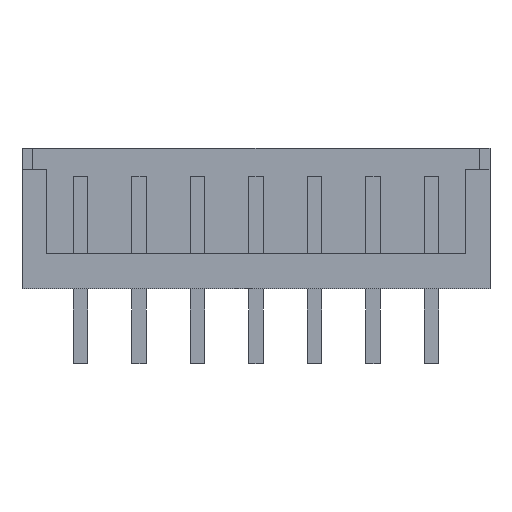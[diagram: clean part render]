
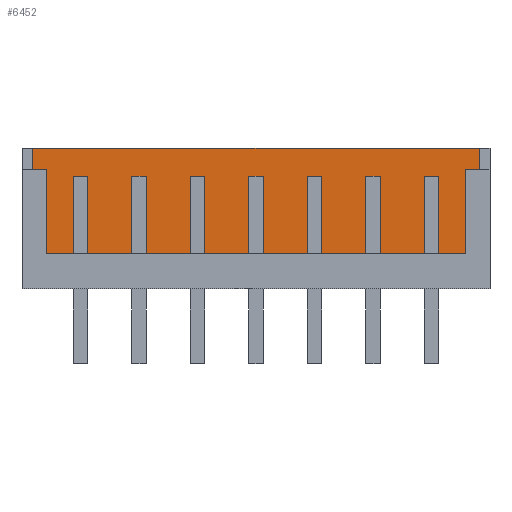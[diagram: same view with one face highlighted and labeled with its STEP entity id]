
A CAD part, front view. The second image highlights one B-rep face of the part: STEP entity #6452.
In plain terms, the highlighted planar face has unit normal (0, -1, 0).
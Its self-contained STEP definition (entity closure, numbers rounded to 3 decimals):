
#1678 = PLANE('',#1679);
#1679 = AXIS2_PLACEMENT_3D('',#1680,#1681,#1682);
#1680 = CARTESIAN_POINT('',(-2.05,1.098,1.5));
#1681 = DIRECTION('',(0.,0.,-1.));
#1682 = DIRECTION('',(0.,1.,0.));
#1734 = PLANE('',#1735);
#1735 = AXIS2_PLACEMENT_3D('',#1736,#1737,#1738);
#1736 = CARTESIAN_POINT('',(17.5,-0.2,6.));
#1737 = DIRECTION('',(0.,0.,-1.));
#1738 = DIRECTION('',(0.,1.,0.));
#3236 = PLANE('',#3237);
#3237 = AXIS2_PLACEMENT_3D('',#3238,#3239,#3240);
#3238 = CARTESIAN_POINT('',(-2.05,1.098,1.5));
#3239 = DIRECTION('',(1.,0.,0.));
#3240 = DIRECTION('',(0.,1.,0.));
#4321 = VERTEX_POINT('',#4322);
#4322 = CARTESIAN_POINT('',(17.05,1.098,1.5));
#4336 = PLANE('',#4337);
#4337 = AXIS2_PLACEMENT_3D('',#4338,#4339,#4340);
#4338 = CARTESIAN_POINT('',(17.05,1.098,1.5));
#4339 = DIRECTION('',(-1.,0.,0.));
#4340 = DIRECTION('',(0.,-1.,0.));
#4348 = EDGE_CURVE('',#4349,#4321,#4351,.T.);
#4349 = VERTEX_POINT('',#4350);
#4350 = CARTESIAN_POINT('',(-2.05,1.098,1.5));
#4351 = SURFACE_CURVE('',#4352,(#4356,#4363),.PCURVE_S1.);
#4352 = LINE('',#4353,#4354);
#4353 = CARTESIAN_POINT('',(-2.05,1.098,1.5));
#4354 = VECTOR('',#4355,1.);
#4355 = DIRECTION('',(1.,0.,0.));
#4356 = PCURVE('',#1678,#4357);
#4357 = DEFINITIONAL_REPRESENTATION('',(#4358),#4362);
#4358 = LINE('',#4359,#4360);
#4359 = CARTESIAN_POINT('',(0.,0.));
#4360 = VECTOR('',#4361,1.);
#4361 = DIRECTION('',(0.,1.));
#4362 = ( GEOMETRIC_REPRESENTATION_CONTEXT(2) 
PARAMETRIC_REPRESENTATION_CONTEXT() REPRESENTATION_CONTEXT('2D SPACE',''
  ) );
#4363 = PCURVE('',#4364,#4369);
#4364 = PLANE('',#4365);
#4365 = AXIS2_PLACEMENT_3D('',#4366,#4367,#4368);
#4366 = CARTESIAN_POINT('',(-2.05,1.098,1.5));
#4367 = DIRECTION('',(0.,-1.,0.));
#4368 = DIRECTION('',(1.,0.,0.));
#4369 = DEFINITIONAL_REPRESENTATION('',(#4370),#4374);
#4370 = LINE('',#4371,#4372);
#4371 = CARTESIAN_POINT('',(0.,0.));
#4372 = VECTOR('',#4373,1.);
#4373 = DIRECTION('',(1.,0.));
#4374 = ( GEOMETRIC_REPRESENTATION_CONTEXT(2) 
PARAMETRIC_REPRESENTATION_CONTEXT() REPRESENTATION_CONTEXT('2D SPACE',''
  ) );
#4429 = VERTEX_POINT('',#4430);
#4430 = CARTESIAN_POINT('',(17.05,1.098,6.));
#4479 = VERTEX_POINT('',#4480);
#4480 = CARTESIAN_POINT('',(-2.05,1.098,6.));
#4501 = EDGE_CURVE('',#4479,#4429,#4502,.T.);
#4502 = SURFACE_CURVE('',#4503,(#4507,#4514),.PCURVE_S1.);
#4503 = LINE('',#4504,#4505);
#4504 = CARTESIAN_POINT('',(-2.05,1.098,6.));
#4505 = VECTOR('',#4506,1.);
#4506 = DIRECTION('',(1.,0.,0.));
#4507 = PCURVE('',#1734,#4508);
#4508 = DEFINITIONAL_REPRESENTATION('',(#4509),#4513);
#4509 = LINE('',#4510,#4511);
#4510 = CARTESIAN_POINT('',(1.298,-19.55));
#4511 = VECTOR('',#4512,1.);
#4512 = DIRECTION('',(0.,1.));
#4513 = ( GEOMETRIC_REPRESENTATION_CONTEXT(2) 
PARAMETRIC_REPRESENTATION_CONTEXT() REPRESENTATION_CONTEXT('2D SPACE',''
  ) );
#4514 = PCURVE('',#4364,#4515);
#4515 = DEFINITIONAL_REPRESENTATION('',(#4516),#4520);
#4516 = LINE('',#4517,#4518);
#4517 = CARTESIAN_POINT('',(0.,4.5));
#4518 = VECTOR('',#4519,1.);
#4519 = DIRECTION('',(1.,0.));
#4520 = ( GEOMETRIC_REPRESENTATION_CONTEXT(2) 
PARAMETRIC_REPRESENTATION_CONTEXT() REPRESENTATION_CONTEXT('2D SPACE',''
  ) );
#4826 = EDGE_CURVE('',#4349,#4479,#4827,.T.);
#4827 = SURFACE_CURVE('',#4828,(#4832,#4839),.PCURVE_S1.);
#4828 = LINE('',#4829,#4830);
#4829 = CARTESIAN_POINT('',(-2.05,1.098,1.5));
#4830 = VECTOR('',#4831,1.);
#4831 = DIRECTION('',(0.,0.,1.));
#4832 = PCURVE('',#3236,#4833);
#4833 = DEFINITIONAL_REPRESENTATION('',(#4834),#4838);
#4834 = LINE('',#4835,#4836);
#4835 = CARTESIAN_POINT('',(0.,0.));
#4836 = VECTOR('',#4837,1.);
#4837 = DIRECTION('',(0.,1.));
#4838 = ( GEOMETRIC_REPRESENTATION_CONTEXT(2) 
PARAMETRIC_REPRESENTATION_CONTEXT() REPRESENTATION_CONTEXT('2D SPACE',''
  ) );
#4839 = PCURVE('',#4364,#4840);
#4840 = DEFINITIONAL_REPRESENTATION('',(#4841),#4845);
#4841 = LINE('',#4842,#4843);
#4842 = CARTESIAN_POINT('',(0.,0.));
#4843 = VECTOR('',#4844,1.);
#4844 = DIRECTION('',(0.,1.));
#4845 = ( GEOMETRIC_REPRESENTATION_CONTEXT(2) 
PARAMETRIC_REPRESENTATION_CONTEXT() REPRESENTATION_CONTEXT('2D SPACE',''
  ) );
#5600 = EDGE_CURVE('',#4321,#4429,#5601,.T.);
#5601 = SURFACE_CURVE('',#5602,(#5606,#5613),.PCURVE_S1.);
#5602 = LINE('',#5603,#5604);
#5603 = CARTESIAN_POINT('',(17.05,1.098,1.5));
#5604 = VECTOR('',#5605,1.);
#5605 = DIRECTION('',(0.,0.,1.));
#5606 = PCURVE('',#4336,#5607);
#5607 = DEFINITIONAL_REPRESENTATION('',(#5608),#5612);
#5608 = LINE('',#5609,#5610);
#5609 = CARTESIAN_POINT('',(0.,0.));
#5610 = VECTOR('',#5611,1.);
#5611 = DIRECTION('',(0.,1.));
#5612 = ( GEOMETRIC_REPRESENTATION_CONTEXT(2) 
PARAMETRIC_REPRESENTATION_CONTEXT() REPRESENTATION_CONTEXT('2D SPACE',''
  ) );
#5613 = PCURVE('',#4364,#5614);
#5614 = DEFINITIONAL_REPRESENTATION('',(#5615),#5619);
#5615 = LINE('',#5616,#5617);
#5616 = CARTESIAN_POINT('',(19.1,0.));
#5617 = VECTOR('',#5618,1.);
#5618 = DIRECTION('',(0.,1.));
#5619 = ( GEOMETRIC_REPRESENTATION_CONTEXT(2) 
PARAMETRIC_REPRESENTATION_CONTEXT() REPRESENTATION_CONTEXT('2D SPACE',''
  ) );
#6452 = ADVANCED_FACE('',(#6453),#4364,.T.);
#6453 = FACE_BOUND('',#6454,.T.);
#6454 = EDGE_LOOP('',(#6455,#6456,#6457,#6458));
#6455 = ORIENTED_EDGE('',*,*,#4501,.F.);
#6456 = ORIENTED_EDGE('',*,*,#4826,.F.);
#6457 = ORIENTED_EDGE('',*,*,#4348,.T.);
#6458 = ORIENTED_EDGE('',*,*,#5600,.T.);
